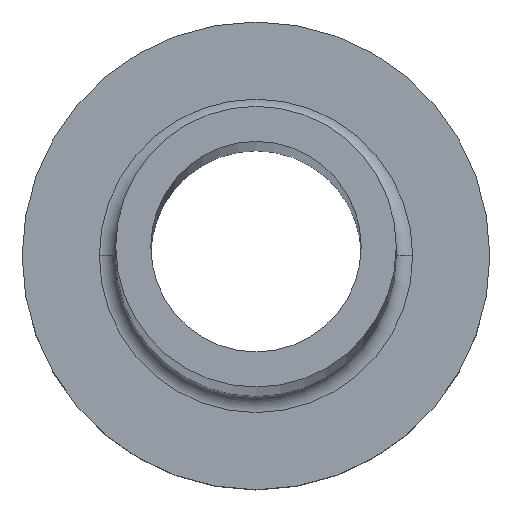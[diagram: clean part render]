
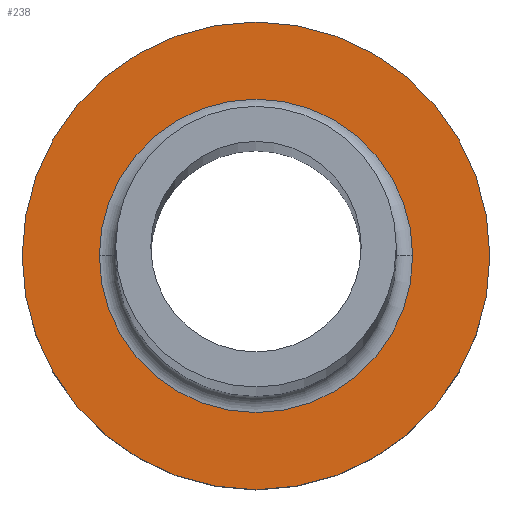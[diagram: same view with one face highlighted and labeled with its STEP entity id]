
A CAD part, top view. The second image highlights one B-rep face of the part: STEP entity #238.
In plain terms, the highlighted planar face has unit normal (0, 0, 1).
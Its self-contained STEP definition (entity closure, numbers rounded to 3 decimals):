
#3 = EDGE_LOOP ( 'NONE', ( #154, #159 ) ) ;
#4 = AXIS2_PLACEMENT_3D ( 'NONE', #248, #319, #293 ) ;
#10 = AXIS2_PLACEMENT_3D ( 'NONE', #239, #376, #335 ) ;
#22 = CIRCLE ( 'NONE', #216, 6.7 ) ;
#24 = FACE_OUTER_BOUND ( 'NONE', #3, .T. ) ;
#26 = PLANE ( 'NONE',  #246 ) ;
#28 = VERTEX_POINT ( 'NONE', #86 ) ;
#29 = CARTESIAN_POINT ( 'NONE',  ( 0., 0., 7. ) ) ;
#86 = CARTESIAN_POINT ( 'NONE',  ( -6.7, 0., 7. ) ) ;
#96 = DIRECTION ( 'NONE',  ( 0., 0., 1. ) ) ;
#117 = EDGE_CURVE ( 'NONE', #292, #323, #252, .T. ) ;
#121 = DIRECTION ( 'NONE',  ( 1., 0., 0. ) ) ;
#123 = EDGE_CURVE ( 'NONE', #221, #28, #22, .T. ) ;
#144 = CARTESIAN_POINT ( 'NONE',  ( 0., 0., 7. ) ) ;
#145 = DIRECTION ( 'NONE',  ( 1., 0., 0. ) ) ;
#154 = ORIENTED_EDGE ( 'NONE', *, *, #117, .T. ) ;
#159 = ORIENTED_EDGE ( 'NONE', *, *, #333, .T. ) ;
#178 = DIRECTION ( 'NONE',  ( 1., 0., 0. ) ) ;
#186 = EDGE_LOOP ( 'NONE', ( #306, #223 ) ) ;
#216 = AXIS2_PLACEMENT_3D ( 'NONE', #144, #233, #178 ) ;
#221 = VERTEX_POINT ( 'NONE', #374 ) ;
#223 = ORIENTED_EDGE ( 'NONE', *, *, #356, .T. ) ;
#233 = DIRECTION ( 'NONE',  ( 0., 0., -1. ) ) ;
#238 = ADVANCED_FACE ( 'NONE', ( #273, #24 ), #26, .T. ) ;
#239 = CARTESIAN_POINT ( 'NONE',  ( 0., 0., 7. ) ) ;
#246 = AXIS2_PLACEMENT_3D ( 'NONE', #349, #96, #145 ) ;
#248 = CARTESIAN_POINT ( 'NONE',  ( 0., 0., 7. ) ) ;
#252 = CIRCLE ( 'NONE', #10, 10. ) ;
#268 = CIRCLE ( 'NONE', #310, 6.7 ) ;
#271 = DIRECTION ( 'NONE',  ( 0., 0., -1. ) ) ;
#273 = FACE_BOUND ( 'NONE', #186, .T. ) ;
#290 = CARTESIAN_POINT ( 'NONE',  ( -10., 0., 7. ) ) ;
#292 = VERTEX_POINT ( 'NONE', #290 ) ;
#293 = DIRECTION ( 'NONE',  ( 1., 0., 0. ) ) ;
#295 = CARTESIAN_POINT ( 'NONE',  ( 10., 0., 7. ) ) ;
#301 = CIRCLE ( 'NONE', #4, 10. ) ;
#306 = ORIENTED_EDGE ( 'NONE', *, *, #123, .T. ) ;
#310 = AXIS2_PLACEMENT_3D ( 'NONE', #29, #271, #121 ) ;
#319 = DIRECTION ( 'NONE',  ( 0., 0., 1. ) ) ;
#323 = VERTEX_POINT ( 'NONE', #295 ) ;
#333 = EDGE_CURVE ( 'NONE', #323, #292, #301, .T. ) ;
#335 = DIRECTION ( 'NONE',  ( 1., 0., 0. ) ) ;
#349 = CARTESIAN_POINT ( 'NONE',  ( 0., 0., 7. ) ) ;
#356 = EDGE_CURVE ( 'NONE', #28, #221, #268, .T. ) ;
#374 = CARTESIAN_POINT ( 'NONE',  ( 6.7, 0., 7. ) ) ;
#376 = DIRECTION ( 'NONE',  ( 0., 0., 1. ) ) ;
